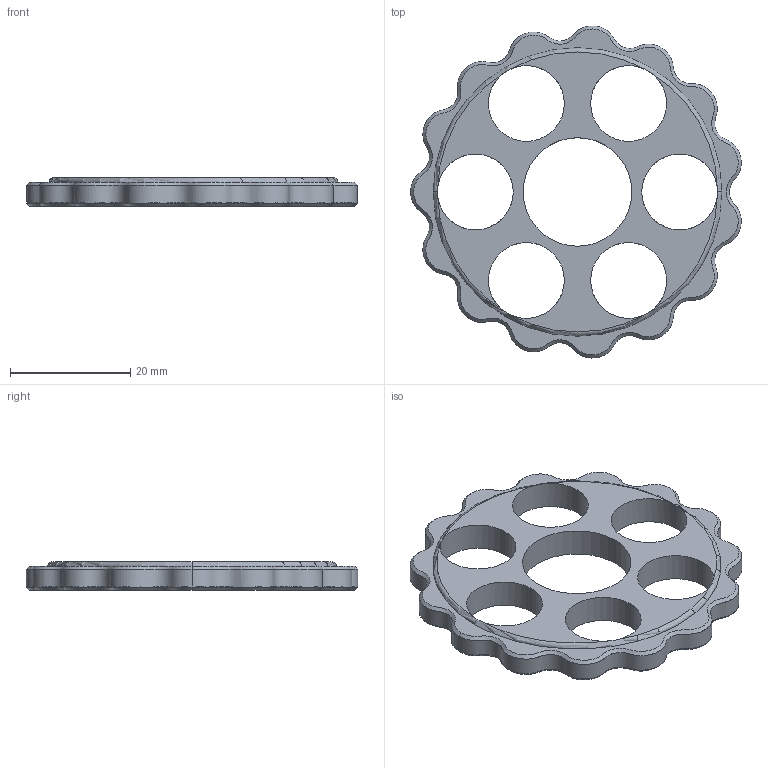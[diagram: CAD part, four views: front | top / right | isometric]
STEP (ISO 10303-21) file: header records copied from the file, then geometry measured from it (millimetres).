
FILE_DESCRIPTION (( 'STEP AP214' ), '1' );
FILE_NAME ('1.6.摆线轮，需要4片.STEP', '2025-11-18T15:23:08', ( '' ), ( '' ), 'SwSTEP 2.0', 'SolidWorks 2023', '' );
FILE_SCHEMA (( 'AUTOMOTIVE_DESIGN' ));
Length unit declared in the file: millimetre
Products named in the file (1): 1.6.摆线轮，需要4片
Bounding box: 54.98 x 55.24 x 4.7 mm (x, y, z)
Volume: 5352.9 mm3; surface area: 4599.7 mm2
Topology: 1 solids, 1 shells, 29 faces, 82 edges, 50 vertices
Faces by surface type: cylinder 14, bspline 10, plane 3, torus 2
Entity records: 14592 total; most frequent: CARTESIAN_POINT 13837, ORIENTED_EDGE 164, DIRECTION 139, EDGE_CURVE 82, AXIS2_PLACEMENT_3D 62, VERTEX_POINT 50, CIRCLE 42, EDGE_LOOP 38
